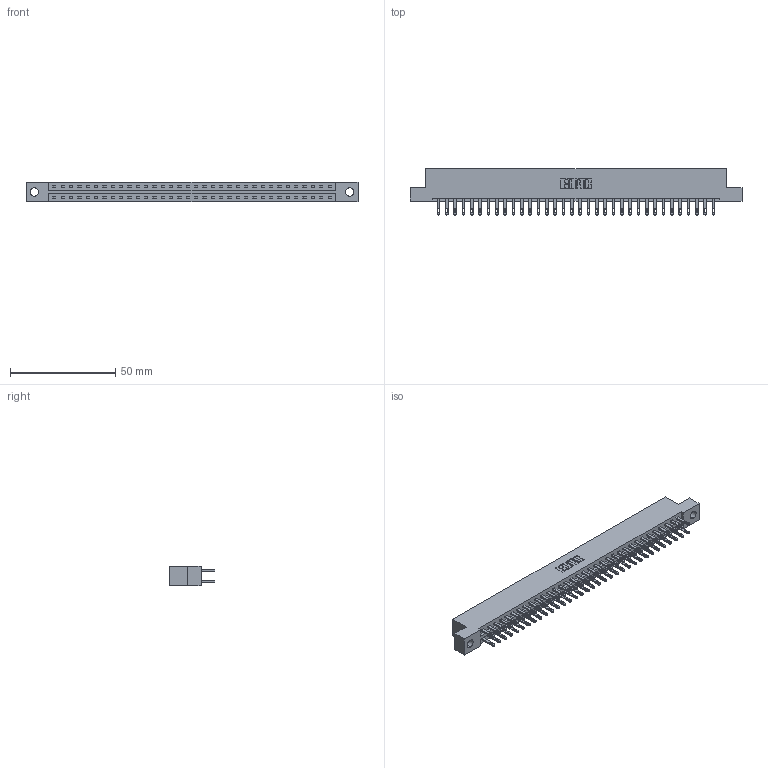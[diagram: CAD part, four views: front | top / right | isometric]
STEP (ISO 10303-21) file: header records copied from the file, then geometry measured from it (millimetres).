
FILE_DESCRIPTION (( 'STEP AP203' ), '1' );
FILE_NAME ('337-068-500-204.STEP', '2019-10-09T23:49:37', ( '' ), ( '' ), 'SwSTEP 2.0', 'SolidWorks 2016', '' );
FILE_SCHEMA (( 'CONFIG_CONTROL_DESIGN' ));
Length unit declared in the file: inch
Products named in the file (3): 337-068-500-204; 337 Part_Flush Mounting Lugs - 0.156 Dia-TH; 345-292-001_345-293-100
Assembly tree (69 placements, depth 2):
  337-068-500-204
    337 Part_Flush Mounting Lugs - 0.156 Dia-TH
    345-292-001_345-293-100  x68
Bounding box: 157.73 x 21.85 x 9.4 mm (x, y, z)
Volume: 16636.7 mm3; surface area: 19282 mm2
Topology: 69 solids, 69 shells, 3514 faces, 10715 edges, 7142 vertices
Faces by surface type: plane 2246, cylinder 1268
Entity records: 27329 total; most frequent: CARTESIAN_POINT 4610, ORIENTED_EDGE 4546, DIRECTION 3937, EDGE_CURVE 2273, LINE 2141, VECTOR 2141, VERTEX_POINT 1514, AXIS2_PLACEMENT_3D 898
